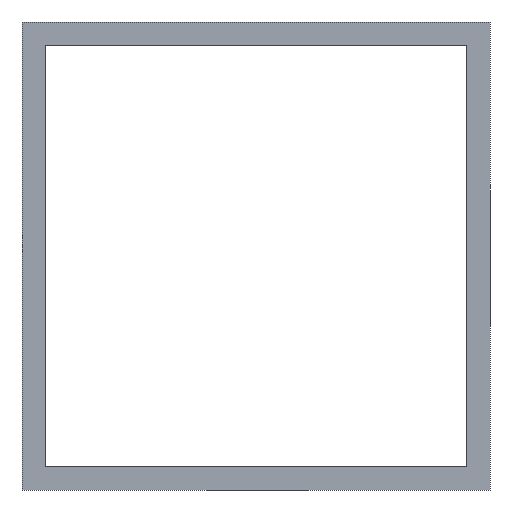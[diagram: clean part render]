
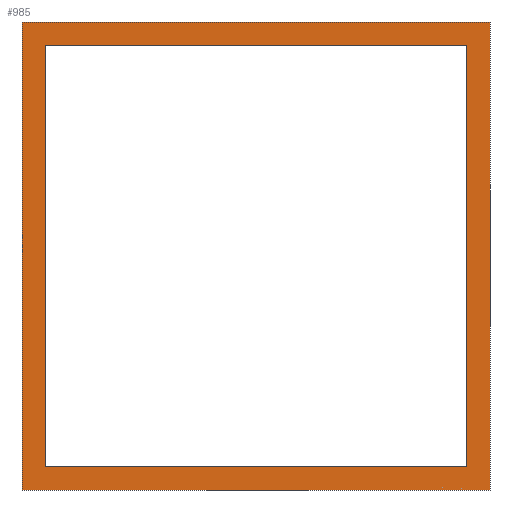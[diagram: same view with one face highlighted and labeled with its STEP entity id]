
A CAD part, front view. The second image highlights one B-rep face of the part: STEP entity #985.
In plain terms, the highlighted planar face has unit normal (0, -1, 0).
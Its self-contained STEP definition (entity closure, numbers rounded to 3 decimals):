
#15=FACE_BOUND('',#154,.T.);
#89=PLANE('',#1061);
#107=FACE_OUTER_BOUND('',#153,.T.);
#153=EDGE_LOOP('',(#709,#710,#711,#712));
#154=EDGE_LOOP('',(#713,#714,#715,#716));
#273=LINE('',#1505,#333);
#274=LINE('',#1507,#334);
#275=LINE('',#1509,#335);
#276=LINE('',#1510,#336);
#277=LINE('',#1513,#337);
#278=LINE('',#1515,#338);
#279=LINE('',#1517,#339);
#280=LINE('',#1518,#340);
#333=VECTOR('',#1215,10.);
#334=VECTOR('',#1216,10.);
#335=VECTOR('',#1217,10.);
#336=VECTOR('',#1218,10.);
#337=VECTOR('',#1219,10.);
#338=VECTOR('',#1220,10.);
#339=VECTOR('',#1221,10.);
#340=VECTOR('',#1222,10.);
#473=VERTEX_POINT('',#1503);
#474=VERTEX_POINT('',#1504);
#475=VERTEX_POINT('',#1506);
#476=VERTEX_POINT('',#1508);
#477=VERTEX_POINT('',#1511);
#478=VERTEX_POINT('',#1512);
#479=VERTEX_POINT('',#1514);
#480=VERTEX_POINT('',#1516);
#569=EDGE_CURVE('',#473,#474,#273,.T.);
#570=EDGE_CURVE('',#475,#473,#274,.T.);
#571=EDGE_CURVE('',#476,#475,#275,.T.);
#572=EDGE_CURVE('',#474,#476,#276,.T.);
#573=EDGE_CURVE('',#477,#478,#277,.T.);
#574=EDGE_CURVE('',#479,#477,#278,.T.);
#575=EDGE_CURVE('',#480,#479,#279,.T.);
#576=EDGE_CURVE('',#478,#480,#280,.T.);
#709=ORIENTED_EDGE('',*,*,#569,.F.);
#710=ORIENTED_EDGE('',*,*,#570,.F.);
#711=ORIENTED_EDGE('',*,*,#571,.F.);
#712=ORIENTED_EDGE('',*,*,#572,.F.);
#713=ORIENTED_EDGE('',*,*,#573,.F.);
#714=ORIENTED_EDGE('',*,*,#574,.F.);
#715=ORIENTED_EDGE('',*,*,#575,.F.);
#716=ORIENTED_EDGE('',*,*,#576,.F.);
#985=ADVANCED_FACE('',(#107,#15),#89,.F.);
#1061=AXIS2_PLACEMENT_3D('',#1502,#1213,#1214);
#1213=DIRECTION('center_axis',(0.,1.,0.));
#1214=DIRECTION('ref_axis',(1.,0.,0.));
#1215=DIRECTION('',(0.,0.,-1.));
#1216=DIRECTION('',(1.,0.,0.));
#1217=DIRECTION('',(0.,0.,1.));
#1218=DIRECTION('',(-1.,0.,0.));
#1219=DIRECTION('',(0.,0.,1.));
#1220=DIRECTION('',(1.,0.,0.));
#1221=DIRECTION('',(0.,0.,-1.));
#1222=DIRECTION('',(-1.,0.,0.));
#1502=CARTESIAN_POINT('Origin',(0.,0.,0.));
#1503=CARTESIAN_POINT('',(10.,0.,10.));
#1504=CARTESIAN_POINT('',(10.,0.,-10.));
#1505=CARTESIAN_POINT('',(10.,0.,10.));
#1506=CARTESIAN_POINT('',(-10.,0.,10.));
#1507=CARTESIAN_POINT('',(-10.,0.,10.));
#1508=CARTESIAN_POINT('',(-10.,0.,-10.));
#1509=CARTESIAN_POINT('',(-10.,0.,-10.));
#1510=CARTESIAN_POINT('',(10.,0.,-10.));
#1511=CARTESIAN_POINT('',(9.,0.,-9.));
#1512=CARTESIAN_POINT('',(9.,0.,9.));
#1513=CARTESIAN_POINT('',(9.,0.,9.));
#1514=CARTESIAN_POINT('',(-9.,0.,-9.));
#1515=CARTESIAN_POINT('',(9.,0.,-9.));
#1516=CARTESIAN_POINT('',(-9.,0.,9.));
#1517=CARTESIAN_POINT('',(-9.,0.,-9.));
#1518=CARTESIAN_POINT('',(-9.,0.,9.));
